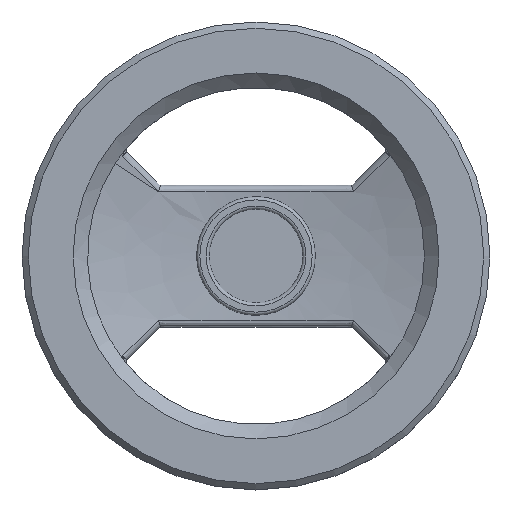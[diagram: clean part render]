
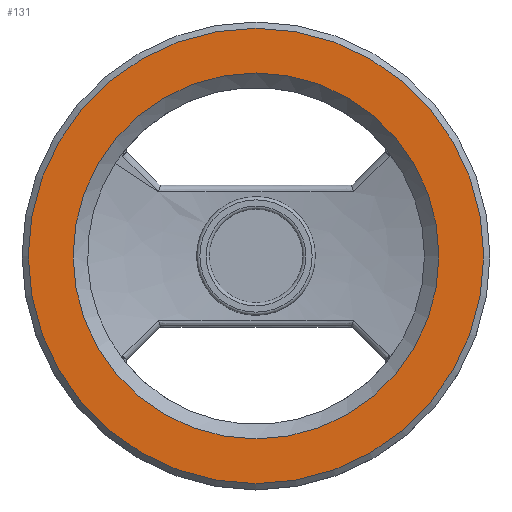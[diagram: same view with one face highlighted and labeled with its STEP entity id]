
A CAD part, top view. The second image highlights one B-rep face of the part: STEP entity #131.
In plain terms, the highlighted planar face has unit normal (0, 0, 1).
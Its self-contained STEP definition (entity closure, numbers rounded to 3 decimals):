
#131 = ADVANCED_FACE( '', ( #302, #303 ), #304, .F. );
#302 = FACE_OUTER_BOUND( '', #1561, .T. );
#303 = FACE_BOUND( '', #1562, .T. );
#304 = PLANE( '', #1563 );
#1561 = EDGE_LOOP( '', ( #3274 ) );
#1562 = EDGE_LOOP( '', ( #3275 ) );
#1563 = AXIS2_PLACEMENT_3D( '', #3276, #3277, #3278 );
#3274 = ORIENTED_EDGE( '', *, *, #3589, .T. );
#3275 = ORIENTED_EDGE( '', *, *, #3656, .F. );
#3276 = CARTESIAN_POINT( '', ( 0., 75., 33. ) );
#3277 = DIRECTION( '', ( 0., 0., -1. ) );
#3278 = DIRECTION( '', ( -1., 0., 0. ) );
#3589 = EDGE_CURVE( '', #3812, #3812, #3813, .F. );
#3656 = EDGE_CURVE( '', #3912, #3912, #3913, .T. );
#3812 = VERTEX_POINT( '', #4582 );
#3813 = CIRCLE( '', #4583, 73. );
#3912 = VERTEX_POINT( '', #5431 );
#3913 = CIRCLE( '', #5432, 58.65 );
#4582 = CARTESIAN_POINT( '', ( -73., 0., 33. ) );
#4583 = AXIS2_PLACEMENT_3D( '', #6011, #6012, #6013 );
#5431 = CARTESIAN_POINT( '', ( 58.65, 0., 33. ) );
#5432 = AXIS2_PLACEMENT_3D( '', #6063, #6064, #6065 );
#6011 = CARTESIAN_POINT( '', ( 0., 0., 33. ) );
#6012 = DIRECTION( '', ( 0., 0., -1. ) );
#6013 = DIRECTION( '', ( -1., 0., 0. ) );
#6063 = CARTESIAN_POINT( '', ( 0., 0., 33. ) );
#6064 = DIRECTION( '', ( 0., 0., 1. ) );
#6065 = DIRECTION( '', ( 1., 0., 0. ) );
